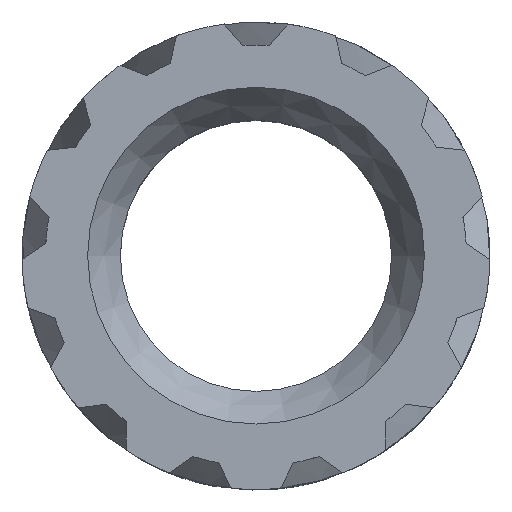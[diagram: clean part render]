
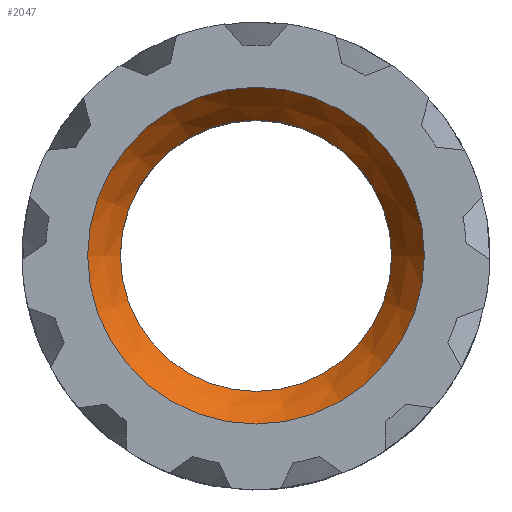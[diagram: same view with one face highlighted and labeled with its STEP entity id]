
A CAD part, top view. The second image highlights one B-rep face of the part: STEP entity #2047.
In plain terms, the highlighted conical face has half-angle 33.69 degrees and reference radius 1.625 mm.
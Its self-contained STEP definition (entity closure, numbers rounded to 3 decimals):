
#93=CONICAL_SURFACE('',#2224,1.625,0.588);
#352=FACE_OUTER_BOUND('',#488,.T.);
#488=EDGE_LOOP('',(#1382,#1383,#1384,#1385));
#623=LINE('',#2975,#647);
#647=VECTOR('',#2425,1.625);
#671=CIRCLE('',#2196,1.45);
#685=CIRCLE('',#2225,1.8);
#767=VERTEX_POINT('',#2722);
#820=VERTEX_POINT('',#2974);
#981=EDGE_CURVE('',#767,#767,#671,.T.);
#1034=EDGE_CURVE('',#767,#820,#623,.T.);
#1035=EDGE_CURVE('',#820,#820,#685,.T.);
#1382=ORIENTED_EDGE('',*,*,#981,.F.);
#1383=ORIENTED_EDGE('',*,*,#1034,.T.);
#1384=ORIENTED_EDGE('',*,*,#1035,.F.);
#1385=ORIENTED_EDGE('',*,*,#1034,.F.);
#2047=ADVANCED_FACE('',(#352),#93,.F.);
#2196=AXIS2_PLACEMENT_3D('',#2724,#2367,#2368);
#2224=AXIS2_PLACEMENT_3D('',#2973,#2423,#2424);
#2225=AXIS2_PLACEMENT_3D('',#2976,#2426,#2427);
#2367=DIRECTION('center_axis',(0.,0.,1.));
#2368=DIRECTION('ref_axis',(-1.,0.,0.));
#2423=DIRECTION('center_axis',(0.,0.,1.));
#2424=DIRECTION('ref_axis',(-1.,0.,0.));
#2425=DIRECTION('',(0.555,0.,0.832));
#2426=DIRECTION('center_axis',(0.,0.,-1.));
#2427=DIRECTION('ref_axis',(1.,0.,0.));
#2722=CARTESIAN_POINT('',(1.45,0.,3.325));
#2724=CARTESIAN_POINT('Origin',(0.,0.,3.325));
#2973=CARTESIAN_POINT('Origin',(0.,0.,3.587));
#2974=CARTESIAN_POINT('',(1.8,0.,3.85));
#2975=CARTESIAN_POINT('',(1.625,0.,3.587));
#2976=CARTESIAN_POINT('Origin',(0.,0.,3.85));
